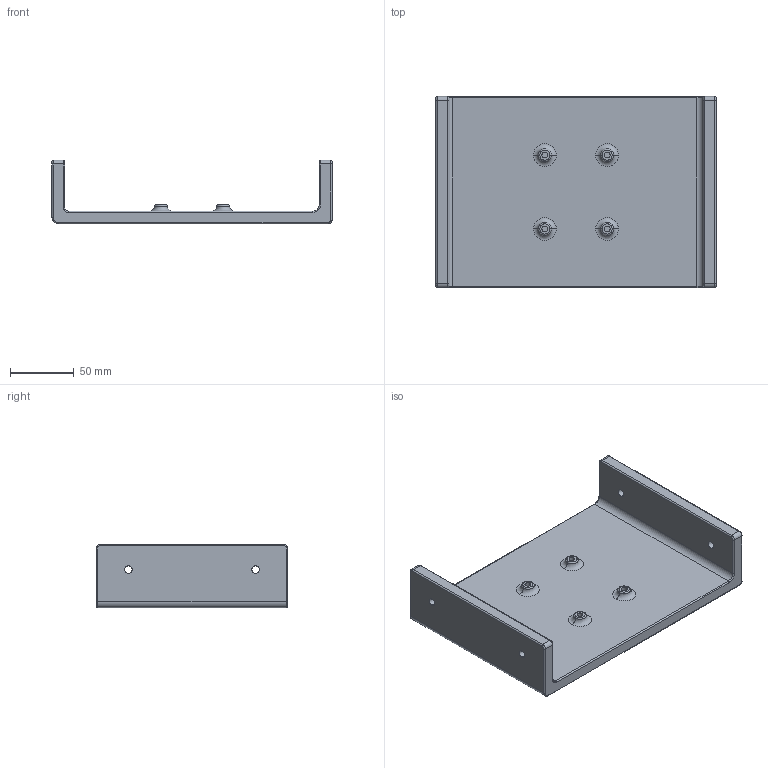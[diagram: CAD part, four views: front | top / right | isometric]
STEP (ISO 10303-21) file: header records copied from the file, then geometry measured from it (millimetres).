
FILE_DESCRIPTION((''),'2;1');
FILE_NAME('CARTERFIXATIONRASBERRY','2025-12-12T14:05:13',('coren'),(''),'CREO PARAMETRIC BY PTC INC, 2022164','CREO PARAMETRIC BY PTC INC, 2022164','');
FILE_SCHEMA(('CONFIG_CONTROL_DESIGN'));
Length unit declared in the file: millimetre
Products named in the file (1): CARTERFIXATIONRASBERRY
Bounding box: 220 x 150 x 50 mm (x, y, z)
Volume: 450210.4 mm3; surface area: 98279.1 mm2
Topology: 1 solids, 1 shells, 90 faces, 200 edges, 120 vertices
Faces by surface type: cylinder 40, torus 32, plane 18
Entity records: 2574 total; most frequent: DIRECTION 516, CARTESIAN_POINT 410, ORIENTED_EDGE 400, AXIS2_PLACEMENT_3D 226, EDGE_CURVE 200, CIRCLE 136, VERTEX_POINT 120, EDGE_LOOP 106
